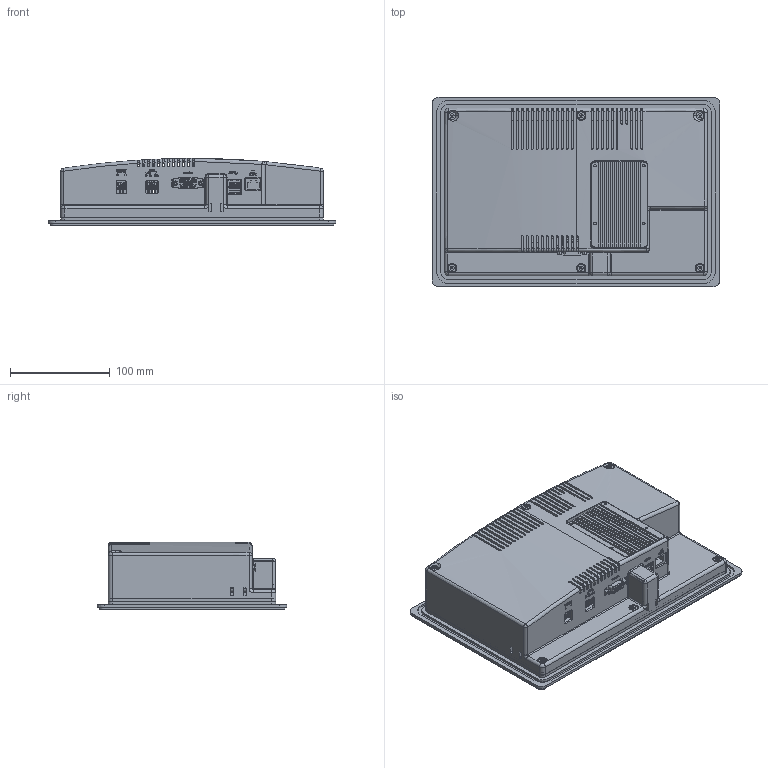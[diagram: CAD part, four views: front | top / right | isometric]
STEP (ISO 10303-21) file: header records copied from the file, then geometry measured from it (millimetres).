
FILE_DESCRIPTION (( 'STEP AP214' ), '1' );
FILE_NAME ('ЛВФБ.421457.002_АСП-10_3D_Rev1.1.STEP', '2024-04-09T06:50:26', ( '' ), ( '' ), 'SwSTEP 2.0', 'SolidWorks 2022', '' );
FILE_SCHEMA (( 'AUTOMOTIVE_DESIGN' ));
Length unit declared in the file: millimetre
Products named in the file (10): Display 10.1 inch 002_00; heatsink-1225-al-1_00; ЛВФБ.421457.002_АСП-10_3D_Rev1.1; MS Controller v2_External; Countersunk Head Cross-Recessed Self Tapping Screw DIN 7982_3.9mmX13mm; MSController with Rock Pi 4_External; 10 Body Front_00; 10 Body Back_00; MSController_v3.0_External; Clamp_01
Assembly tree (17 placements, depth 3):
  ЛВФБ.421457.002_АСП-10_3D_Rev1.1
    10 Body Back_00
    10 Body Front_00
    MS Controller v2_External
      MSController with Rock Pi 4_External
      MSController_v3.0_External
      heatsink-1225-al-1_00
    Clamp_01  x4
    Display 10.1 inch 002_00
    Countersunk Head Cross-Recessed Self Tapping Screw DIN 7982_3.9mmX13mm  x6
Bounding box: 288.5 x 190.1 x 67.23 mm (x, y, z)
Volume: 670046.5 mm3; surface area: 380470.1 mm2
Topology: 22 solids, 27 shells, 5733 faces, 15887 edges, 10058 vertices
Faces by surface type: plane 2905, cylinder 1507, bspline 932, sphere 180, torus 141, cone 68
Entity records: 231237 total; most frequent: CARTESIAN_POINT 81576, ORIENTED_EDGE 28902, DIRECTION 23719, EDGE_CURVE 14499, VERTEX_POINT 9275, LINE 8939, VECTOR 8939, AXIS2_PLACEMENT_3D 7390
